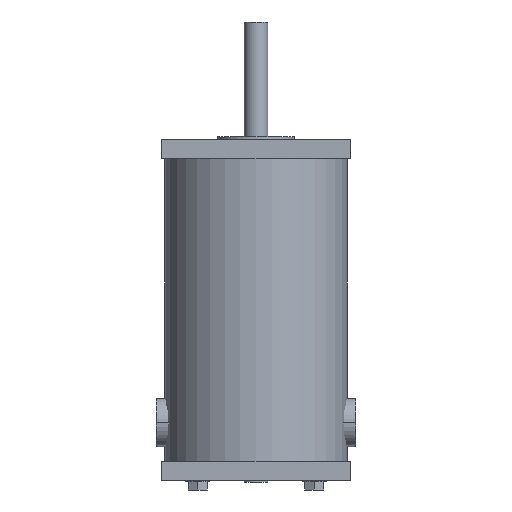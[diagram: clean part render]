
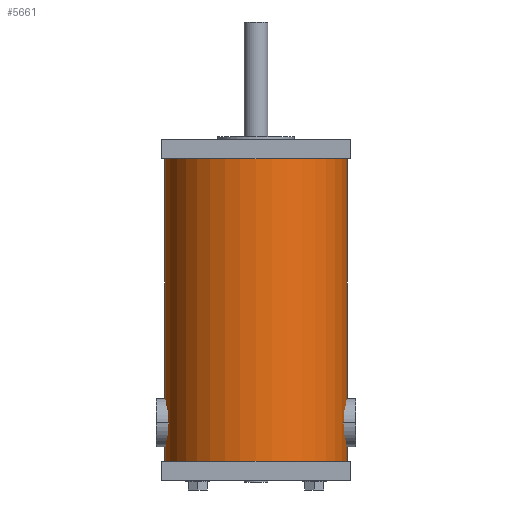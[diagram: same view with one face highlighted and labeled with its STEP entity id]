
A CAD part, front view. The second image highlights one B-rep face of the part: STEP entity #5661.
In plain terms, the highlighted cylindrical face has radius 30.163 mm (diameter 60.325 mm), a partial arc.
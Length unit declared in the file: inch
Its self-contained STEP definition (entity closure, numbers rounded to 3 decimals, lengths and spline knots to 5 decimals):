
#456 = DIRECTION ( 'NONE',  ( 1., 0., 0. ) ) ;
#573 = VECTOR ( 'NONE', #6037, 39.37008 ) ;
#640 = EDGE_CURVE ( 'NONE', #4828, #788, #5271, .T. ) ;
#788 = VERTEX_POINT ( 'NONE', #6004 ) ;
#800 = VERTEX_POINT ( 'NONE', #3878 ) ;
#1129 = CARTESIAN_POINT ( 'NONE',  ( 1.1875, 0., -1.7846 ) ) ;
#1289 = EDGE_CURVE ( 'NONE', #788, #800, #6181, .T. ) ;
#1617 = DIRECTION ( 'NONE',  ( -1., 0., 0. ) ) ;
#1661 = CIRCLE ( 'NONE', #6809, 1.1875 ) ;
#1796 = EDGE_CURVE ( 'NONE', #4828, #4019, #1661, .T. ) ;
#1905 = CARTESIAN_POINT ( 'NONE',  ( 0., 0., -1.7846 ) ) ;
#2018 = LINE ( 'NONE', #1129, #573 ) ;
#2098 = CARTESIAN_POINT ( 'NONE',  ( -1.1875, 0., -1.7846 ) ) ;
#2265 = ORIENTED_EDGE ( 'NONE', *, *, #4214, .F. ) ;
#2321 = EDGE_LOOP ( 'NONE', ( #2265, #3106, #6680, #4117 ) ) ;
#2458 = DIRECTION ( 'NONE',  ( 1., 0., 0. ) ) ;
#2643 = DIRECTION ( 'NONE',  ( 0., 0., -1. ) ) ;
#2690 = DIRECTION ( 'NONE',  ( 0., 0., -1. ) ) ;
#3106 = ORIENTED_EDGE ( 'NONE', *, *, #1796, .F. ) ;
#3434 = CARTESIAN_POINT ( 'NONE',  ( -1.1875, 0., -1.7846 ) ) ;
#3606 = CYLINDRICAL_SURFACE ( 'NONE', #5633, 1.1875 ) ;
#3725 = DIRECTION ( 'NONE',  ( 0., 0., 1. ) ) ;
#3726 = AXIS2_PLACEMENT_3D ( 'NONE', #6967, #3725, #456 ) ;
#3827 = VECTOR ( 'NONE', #2643, 39.37008 ) ;
#3878 = CARTESIAN_POINT ( 'NONE',  ( 1.1875, 0., -5.729 ) ) ;
#4019 = VERTEX_POINT ( 'NONE', #4047 ) ;
#4047 = CARTESIAN_POINT ( 'NONE',  ( 1.1875, 0., -1.7846 ) ) ;
#4117 = ORIENTED_EDGE ( 'NONE', *, *, #1289, .T. ) ;
#4214 = EDGE_CURVE ( 'NONE', #4019, #800, #2018, .T. ) ;
#4828 = VERTEX_POINT ( 'NONE', #3434 ) ;
#4876 = CARTESIAN_POINT ( 'NONE',  ( 0., 0., -1.7846 ) ) ;
#5271 = LINE ( 'NONE', #2098, #3827 ) ;
#5633 = AXIS2_PLACEMENT_3D ( 'NONE', #4876, #2690, #1617 ) ;
#5661 = ADVANCED_FACE ( 'NONE', ( #5716 ), #3606, .T. ) ;
#5694 = DIRECTION ( 'NONE',  ( 0., 0., 1. ) ) ;
#5716 = FACE_OUTER_BOUND ( 'NONE', #2321, .T. ) ;
#6004 = CARTESIAN_POINT ( 'NONE',  ( -1.1875, 0., -5.729 ) ) ;
#6037 = DIRECTION ( 'NONE',  ( 0., 0., -1. ) ) ;
#6181 = CIRCLE ( 'NONE', #3726, 1.1875 ) ;
#6680 = ORIENTED_EDGE ( 'NONE', *, *, #640, .T. ) ;
#6809 = AXIS2_PLACEMENT_3D ( 'NONE', #1905, #5694, #2458 ) ;
#6967 = CARTESIAN_POINT ( 'NONE',  ( 0., 0., -5.729 ) ) ;
